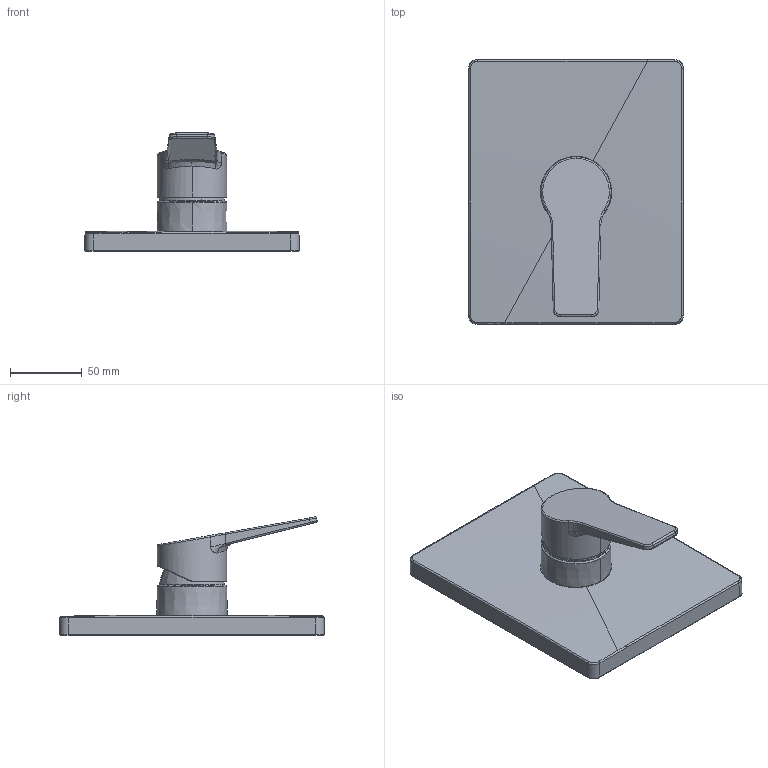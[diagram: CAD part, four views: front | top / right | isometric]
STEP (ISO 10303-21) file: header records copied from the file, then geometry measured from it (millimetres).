
FILE_DESCRIPTION (( 'STEP AP203' ), '1' );
FILE_NAME ('8985908333(2020).STEP', '2021-02-11T06:47:02', ( '' ), ( '' ), 'SwSTEP 2.0', 'SolidWorks 2016', '' );
FILE_SCHEMA (( 'CONFIG_CONTROL_DESIGN' ));
Length unit declared in the file: millimetre
Products named in the file (1): 8985908333(2020)
Bounding box: 149.97 x 184.97 x 82.45 mm (x, y, z)
Volume: 487027 mm3; surface area: 76947.3 mm2
Topology: 1 solids, 1 shells, 78 faces, 184 edges, 111 vertices
Faces by surface type: bspline 32, cylinder 22, plane 14, torus 6, cone 2, sphere 2
Entity records: 5721 total; most frequent: CARTESIAN_POINT 4151, ORIENTED_EDGE 368, DIRECTION 208, EDGE_CURVE 184, VERTEX_POINT 111, B_SPLINE_CURVE_WITH_KNOTS 97, AXIS2_PLACEMENT_3D 82, EDGE_LOOP 81
